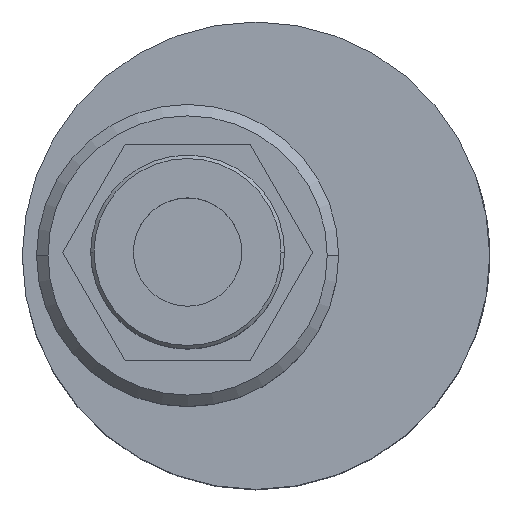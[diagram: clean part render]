
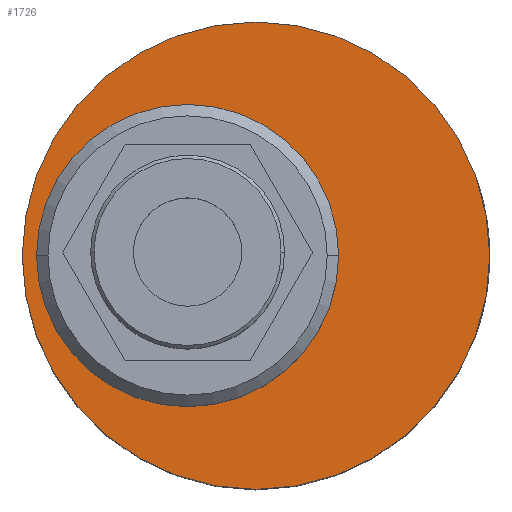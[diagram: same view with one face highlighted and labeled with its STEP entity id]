
A CAD part, top view. The second image highlights one B-rep face of the part: STEP entity #1726.
In plain terms, the highlighted planar face has unit normal (0, 0, 1).
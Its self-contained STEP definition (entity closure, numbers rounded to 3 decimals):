
#11 = DIRECTION ( 'NONE',  ( 1., 0., 0. ) ) ;
#12 = DIRECTION ( 'NONE',  ( 0., 0., 1. ) ) ;
#13 = CARTESIAN_POINT ( 'NONE',  ( 6., 0., 63.5 ) ) ;
#14 = DIRECTION ( 'NONE',  ( 1., 0., 0. ) ) ;
#15 = DIRECTION ( 'NONE',  ( 0., 0., 1. ) ) ;
#16 = CARTESIAN_POINT ( 'NONE',  ( 0., 0., 63.5 ) ) ;
#17 = DIRECTION ( 'NONE',  ( 1., 0., 0. ) ) ;
#18 = DIRECTION ( 'NONE',  ( 0., 0., 1. ) ) ;
#19 = CARTESIAN_POINT ( 'NONE',  ( 6., 0., 63.5 ) ) ;
#26 = DIRECTION ( 'NONE',  ( 1., 0., 0. ) ) ;
#27 = DIRECTION ( 'NONE',  ( 0., 0., 1. ) ) ;
#245 = CARTESIAN_POINT ( 'NONE',  ( 0., 0., 63.5 ) ) ;
#447 = EDGE_CURVE ( 'NONE', #2516, #2517, #1823, .T. ) ;
#450 = EDGE_CURVE ( 'NONE', #2479, #2520, #1812, .T. ) ;
#451 = EDGE_CURVE ( 'NONE', #2517, #2516, #2441, .T. ) ;
#452 = EDGE_CURVE ( 'NONE', #2520, #2479, #2442, .T. ) ;
#724 = DIRECTION ( 'NONE',  ( 0., 0., 1. ) ) ;
#726 = CARTESIAN_POINT ( 'NONE',  ( 6., 0., 63.5 ) ) ;
#728 = PLANE ( 'NONE',  #2144 ) ;
#730 = DIRECTION ( 'NONE',  ( 1., 0., 0. ) ) ;
#1287 = ORIENTED_EDGE ( 'NONE', *, *, #450, .T. ) ;
#1288 = ORIENTED_EDGE ( 'NONE', *, *, #452, .T. ) ;
#1289 = ORIENTED_EDGE ( 'NONE', *, *, #451, .F. ) ;
#1291 = ORIENTED_EDGE ( 'NONE', *, *, #447, .F. ) ;
#1726 = ADVANCED_FACE ( 'NONE', ( #1797, #1805 ), #728, .T. ) ;
#1797 = FACE_OUTER_BOUND ( 'NONE', #2720, .T. ) ;
#1805 = FACE_BOUND ( 'NONE', #2696, .T. ) ;
#1812 = CIRCLE ( 'NONE', #1967, 20.5 ) ;
#1823 = CIRCLE ( 'NONE', #1969, 13.25 ) ;
#1965 = AXIS2_PLACEMENT_3D ( 'NONE', #13, #12, #11 ) ;
#1966 = AXIS2_PLACEMENT_3D ( 'NONE', #16, #15, #14 ) ;
#1967 = AXIS2_PLACEMENT_3D ( 'NONE', #19, #18, #17 ) ;
#1969 = AXIS2_PLACEMENT_3D ( 'NONE', #245, #27, #26 ) ;
#2144 = AXIS2_PLACEMENT_3D ( 'NONE', #726, #724, #730 ) ;
#2441 = CIRCLE ( 'NONE', #1966, 13.25 ) ;
#2442 = CIRCLE ( 'NONE', #1965, 20.5 ) ;
#2479 = VERTEX_POINT ( 'NONE', #2599 ) ;
#2516 = VERTEX_POINT ( 'NONE', #2635 ) ;
#2517 = VERTEX_POINT ( 'NONE', #2636 ) ;
#2520 = VERTEX_POINT ( 'NONE', #2639 ) ;
#2599 = CARTESIAN_POINT ( 'NONE',  ( -14.5, 0., 63.5 ) ) ;
#2635 = CARTESIAN_POINT ( 'NONE',  ( 13.25, 0., 63.5 ) ) ;
#2636 = CARTESIAN_POINT ( 'NONE',  ( -13.25, 0., 63.5 ) ) ;
#2639 = CARTESIAN_POINT ( 'NONE',  ( 26.5, 0., 63.5 ) ) ;
#2696 = EDGE_LOOP ( 'NONE', ( #1289, #1291 ) ) ;
#2720 = EDGE_LOOP ( 'NONE', ( #1287, #1288 ) ) ;
